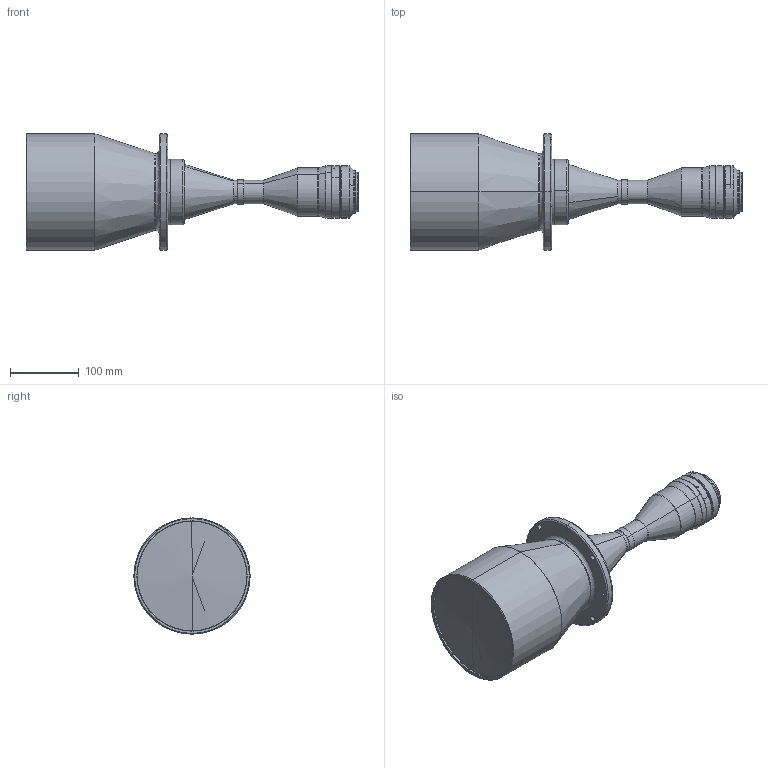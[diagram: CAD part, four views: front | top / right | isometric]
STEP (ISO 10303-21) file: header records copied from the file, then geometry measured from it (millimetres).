
FILE_DESCRIPTION (( 'STEP AP203' ), '1' );
FILE_NAME ('DTCM35FH-136-M58-AL.STEP', '2019-08-20T03:59:46', ( '' ), ( '' ), 'SwSTEP 2.0', 'SolidWorks 2017', '' );
FILE_SCHEMA (( 'CONFIG_CONTROL_DESIGN' ));
Length unit declared in the file: millimetre
Products named in the file (1): DTCM35FH-136-M58-AL
Bounding box: 482.85 x 169 x 169 mm (x, y, z)
Volume: 4786733.7 mm3; surface area: 214848.6 mm2
Topology: 1 solids, 2 shells, 171 faces, 395 edges, 238 vertices
Faces by surface type: cylinder 68, cone 58, plane 23, bspline 22
Entity records: 5953 total; most frequent: CARTESIAN_POINT 2036, DIRECTION 842, ORIENTED_EDGE 782, EDGE_CURVE 391, AXIS2_PLACEMENT_3D 350, VERTEX_POINT 238, EDGE_LOOP 203, CIRCLE 200
